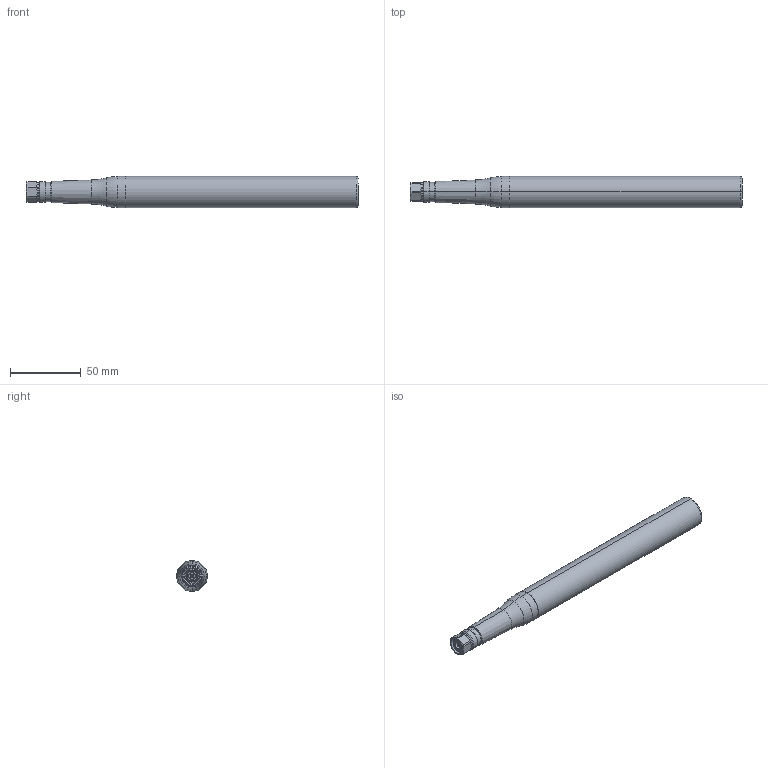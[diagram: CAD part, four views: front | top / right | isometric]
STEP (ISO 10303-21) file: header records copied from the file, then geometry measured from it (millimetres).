
FILE_DESCRIPTION (( 'STEP AP214' ), '1' );
FILE_NAME ('Spring_Antenna_Length237mm_Shape_3D.STEP', '2025-10-30T09:49:00', ( '' ), ( '' ), 'SwSTEP 2.0', 'SolidWorks 2025', '' );
FILE_SCHEMA (( 'AUTOMOTIVE_DESIGN' ));
Length unit declared in the file: millimetre
Products named in the file (1): Spring_Antenna_Length237mm_Shape_3D
Bounding box: 234.97 x 22 x 22 mm (x, y, z)
Volume: 78030.7 mm3; surface area: 16774.8 mm2
Topology: 1 solids, 2 shells, 185 faces, 403 edges, 230 vertices
Faces by surface type: cone 72, cylinder 59, plane 36, torus 18
Entity records: 5218 total; most frequent: CARTESIAN_POINT 1155, DIRECTION 915, ORIENTED_EDGE 806, EDGE_CURVE 403, AXIS2_PLACEMENT_3D 398, VERTEX_POINT 230, CIRCLE 212, EDGE_LOOP 195
